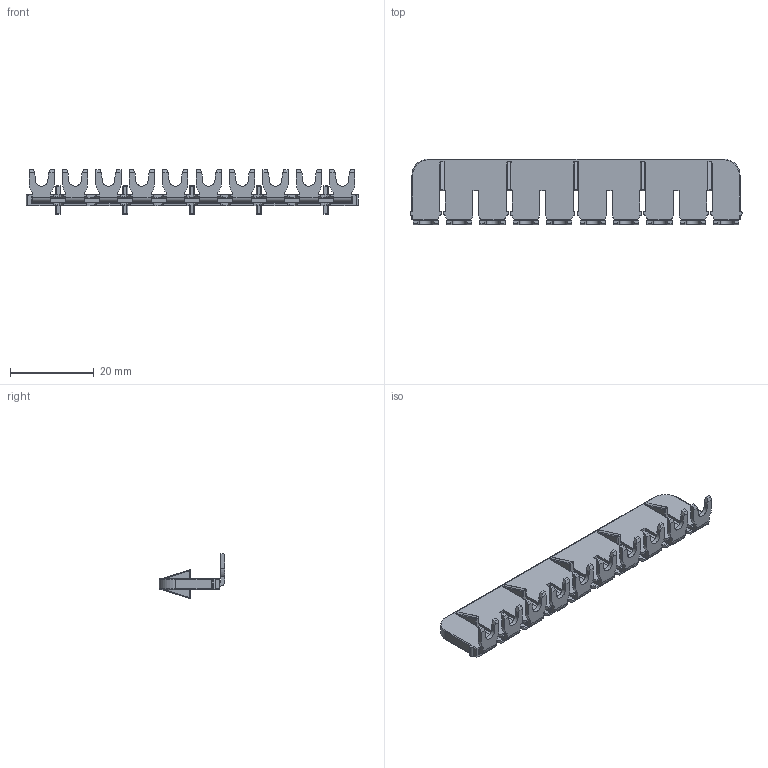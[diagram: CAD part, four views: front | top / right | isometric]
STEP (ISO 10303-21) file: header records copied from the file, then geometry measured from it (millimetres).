
FILE_DESCRIPTION (( 'STEP AP214' ), '1' );
FILE_NAME ('IZUK 6-10.STEP', '2013-10-29T15:13:18', ( 'arge' ), ( 'Microsoft' ), 'SwSTEP 2.0', 'SolidWorks 2013', '' );
FILE_SCHEMA (( 'AUTOMOTIVE_DESIGN' ));
Length unit declared in the file: millimetre
Products named in the file (1): IZUK 6-10
Bounding box: 79.5 x 15.8 x 10.76 mm (x, y, z)
Volume: 2734.1 mm3; surface area: 7183.9 mm2
Topology: 1 solids, 1 shells, 700 faces, 2016 edges, 1300 vertices
Faces by surface type: plane 512, cylinder 160, sphere 20, torus 4, bspline 4
Entity records: 29693 total; most frequent: CARTESIAN_POINT 4409, ORIENTED_EDGE 3952, DIRECTION 3642, EDGE_CURVE 1976, LINE 1640, VECTOR 1640, VERTEX_POINT 1280, AXIS2_PLACEMENT_3D 1001
